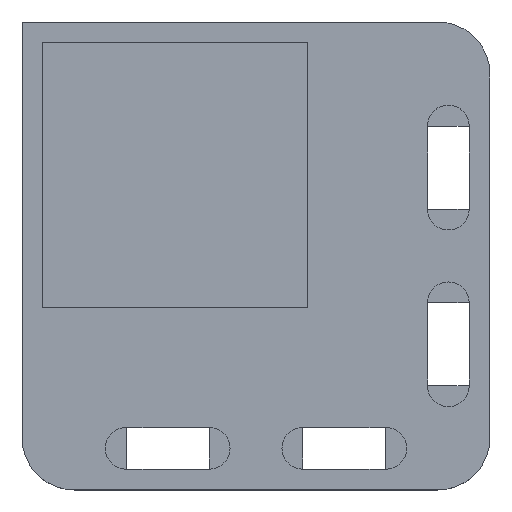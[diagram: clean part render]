
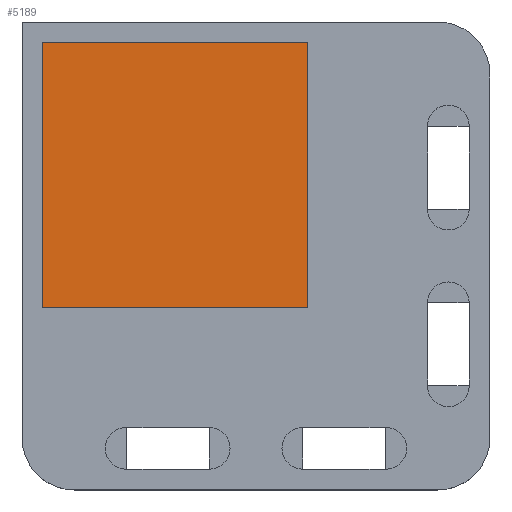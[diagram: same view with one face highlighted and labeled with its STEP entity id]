
A CAD part, top view. The second image highlights one B-rep face of the part: STEP entity #5189.
In plain terms, the highlighted planar face has unit normal (0, 0, 1).
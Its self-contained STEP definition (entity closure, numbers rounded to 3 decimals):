
#3430 = PLANE('',#3431);
#3431 = AXIS2_PLACEMENT_3D('',#3432,#3433,#3434);
#3432 = CARTESIAN_POINT('',(-20.5,-5.,2.5));
#3433 = DIRECTION('',(0.,-1.,0.));
#3434 = DIRECTION('',(1.,0.,0.));
#3458 = PLANE('',#3459);
#3459 = AXIS2_PLACEMENT_3D('',#3460,#3461,#3462);
#3460 = CARTESIAN_POINT('',(-20.5,-5.,2.5));
#3461 = DIRECTION('',(1.,0.,0.));
#3462 = DIRECTION('',(-0.,1.,0.));
#3486 = PLANE('',#3487);
#3487 = AXIS2_PLACEMENT_3D('',#3488,#3489,#3490);
#3488 = CARTESIAN_POINT('',(-20.5,20.5,2.5));
#3489 = DIRECTION('',(0.,-1.,0.));
#3490 = DIRECTION('',(1.,0.,0.));
#3512 = PLANE('',#3513);
#3513 = AXIS2_PLACEMENT_3D('',#3514,#3515,#3516);
#3514 = CARTESIAN_POINT('',(5.,-5.,2.5));
#3515 = DIRECTION('',(1.,0.,0.));
#3516 = DIRECTION('',(-0.,1.,0.));
#4967 = VERTEX_POINT('',#4968);
#4968 = CARTESIAN_POINT('',(-20.5,-5.,0.7));
#4989 = EDGE_CURVE('',#4967,#4990,#4992,.T.);
#4990 = VERTEX_POINT('',#4991);
#4991 = CARTESIAN_POINT('',(5.,-5.,0.7));
#4992 = SURFACE_CURVE('',#4993,(#4997,#5004),.PCURVE_S1.);
#4993 = LINE('',#4994,#4995);
#4994 = CARTESIAN_POINT('',(-7.75,-5.,0.7));
#4995 = VECTOR('',#4996,1.);
#4996 = DIRECTION('',(1.,0.,0.));
#4997 = PCURVE('',#3430,#4998);
#4998 = DEFINITIONAL_REPRESENTATION('',(#4999),#5003);
#4999 = LINE('',#5000,#5001);
#5000 = CARTESIAN_POINT('',(12.75,-1.8));
#5001 = VECTOR('',#5002,1.);
#5002 = DIRECTION('',(1.,0.));
#5003 = ( GEOMETRIC_REPRESENTATION_CONTEXT(2) 
PARAMETRIC_REPRESENTATION_CONTEXT() REPRESENTATION_CONTEXT('2D SPACE',''
  ) );
#5004 = PCURVE('',#5005,#5010);
#5005 = PLANE('',#5006);
#5006 = AXIS2_PLACEMENT_3D('',#5007,#5008,#5009);
#5007 = CARTESIAN_POINT('',(-7.75,7.75,0.7));
#5008 = DIRECTION('',(0.,0.,1.));
#5009 = DIRECTION('',(1.,0.,0.));
#5010 = DEFINITIONAL_REPRESENTATION('',(#5011),#5015);
#5011 = LINE('',#5012,#5013);
#5012 = CARTESIAN_POINT('',(0.,-12.75));
#5013 = VECTOR('',#5014,1.);
#5014 = DIRECTION('',(1.,0.));
#5015 = ( GEOMETRIC_REPRESENTATION_CONTEXT(2) 
PARAMETRIC_REPRESENTATION_CONTEXT() REPRESENTATION_CONTEXT('2D SPACE',''
  ) );
#5043 = EDGE_CURVE('',#4967,#5044,#5046,.T.);
#5044 = VERTEX_POINT('',#5045);
#5045 = CARTESIAN_POINT('',(-20.5,20.5,0.7));
#5046 = SURFACE_CURVE('',#5047,(#5051,#5058),.PCURVE_S1.);
#5047 = LINE('',#5048,#5049);
#5048 = CARTESIAN_POINT('',(-20.5,7.75,0.7));
#5049 = VECTOR('',#5050,1.);
#5050 = DIRECTION('',(0.,1.,0.));
#5051 = PCURVE('',#3458,#5052);
#5052 = DEFINITIONAL_REPRESENTATION('',(#5053),#5057);
#5053 = LINE('',#5054,#5055);
#5054 = CARTESIAN_POINT('',(12.75,-1.8));
#5055 = VECTOR('',#5056,1.);
#5056 = DIRECTION('',(1.,0.));
#5057 = ( GEOMETRIC_REPRESENTATION_CONTEXT(2) 
PARAMETRIC_REPRESENTATION_CONTEXT() REPRESENTATION_CONTEXT('2D SPACE',''
  ) );
#5058 = PCURVE('',#5005,#5059);
#5059 = DEFINITIONAL_REPRESENTATION('',(#5060),#5064);
#5060 = LINE('',#5061,#5062);
#5061 = CARTESIAN_POINT('',(-12.75,0.));
#5062 = VECTOR('',#5063,1.);
#5063 = DIRECTION('',(0.,1.));
#5064 = ( GEOMETRIC_REPRESENTATION_CONTEXT(2) 
PARAMETRIC_REPRESENTATION_CONTEXT() REPRESENTATION_CONTEXT('2D SPACE',''
  ) );
#5092 = EDGE_CURVE('',#5044,#5093,#5095,.T.);
#5093 = VERTEX_POINT('',#5094);
#5094 = CARTESIAN_POINT('',(5.,20.5,0.7));
#5095 = SURFACE_CURVE('',#5096,(#5100,#5107),.PCURVE_S1.);
#5096 = LINE('',#5097,#5098);
#5097 = CARTESIAN_POINT('',(-7.75,20.5,0.7));
#5098 = VECTOR('',#5099,1.);
#5099 = DIRECTION('',(1.,0.,0.));
#5100 = PCURVE('',#3486,#5101);
#5101 = DEFINITIONAL_REPRESENTATION('',(#5102),#5106);
#5102 = LINE('',#5103,#5104);
#5103 = CARTESIAN_POINT('',(12.75,-1.8));
#5104 = VECTOR('',#5105,1.);
#5105 = DIRECTION('',(1.,0.));
#5106 = ( GEOMETRIC_REPRESENTATION_CONTEXT(2) 
PARAMETRIC_REPRESENTATION_CONTEXT() REPRESENTATION_CONTEXT('2D SPACE',''
  ) );
#5107 = PCURVE('',#5005,#5108);
#5108 = DEFINITIONAL_REPRESENTATION('',(#5109),#5113);
#5109 = LINE('',#5110,#5111);
#5110 = CARTESIAN_POINT('',(0.,12.75));
#5111 = VECTOR('',#5112,1.);
#5112 = DIRECTION('',(1.,0.));
#5113 = ( GEOMETRIC_REPRESENTATION_CONTEXT(2) 
PARAMETRIC_REPRESENTATION_CONTEXT() REPRESENTATION_CONTEXT('2D SPACE',''
  ) );
#5141 = EDGE_CURVE('',#4990,#5093,#5142,.T.);
#5142 = SURFACE_CURVE('',#5143,(#5147,#5154),.PCURVE_S1.);
#5143 = LINE('',#5144,#5145);
#5144 = CARTESIAN_POINT('',(5.,7.75,0.7));
#5145 = VECTOR('',#5146,1.);
#5146 = DIRECTION('',(0.,1.,0.));
#5147 = PCURVE('',#3512,#5148);
#5148 = DEFINITIONAL_REPRESENTATION('',(#5149),#5153);
#5149 = LINE('',#5150,#5151);
#5150 = CARTESIAN_POINT('',(12.75,-1.8));
#5151 = VECTOR('',#5152,1.);
#5152 = DIRECTION('',(1.,0.));
#5153 = ( GEOMETRIC_REPRESENTATION_CONTEXT(2) 
PARAMETRIC_REPRESENTATION_CONTEXT() REPRESENTATION_CONTEXT('2D SPACE',''
  ) );
#5154 = PCURVE('',#5005,#5155);
#5155 = DEFINITIONAL_REPRESENTATION('',(#5156),#5160);
#5156 = LINE('',#5157,#5158);
#5157 = CARTESIAN_POINT('',(12.75,0.));
#5158 = VECTOR('',#5159,1.);
#5159 = DIRECTION('',(0.,1.));
#5160 = ( GEOMETRIC_REPRESENTATION_CONTEXT(2) 
PARAMETRIC_REPRESENTATION_CONTEXT() REPRESENTATION_CONTEXT('2D SPACE',''
  ) );
#5189 = ADVANCED_FACE('',(#5190),#5005,.T.);
#5190 = FACE_BOUND('',#5191,.T.);
#5191 = EDGE_LOOP('',(#5192,#5193,#5194,#5195));
#5192 = ORIENTED_EDGE('',*,*,#5043,.F.);
#5193 = ORIENTED_EDGE('',*,*,#4989,.T.);
#5194 = ORIENTED_EDGE('',*,*,#5141,.T.);
#5195 = ORIENTED_EDGE('',*,*,#5092,.F.);
